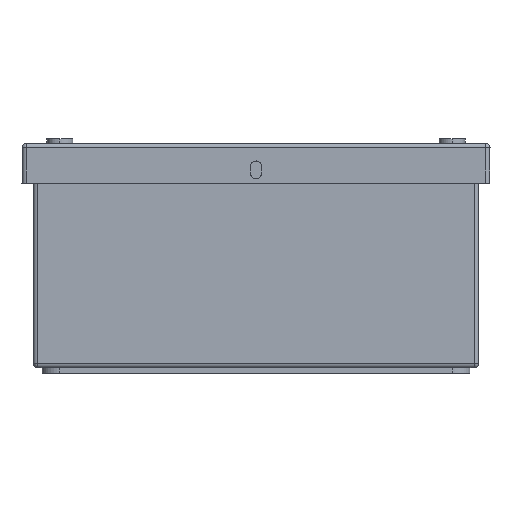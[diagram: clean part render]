
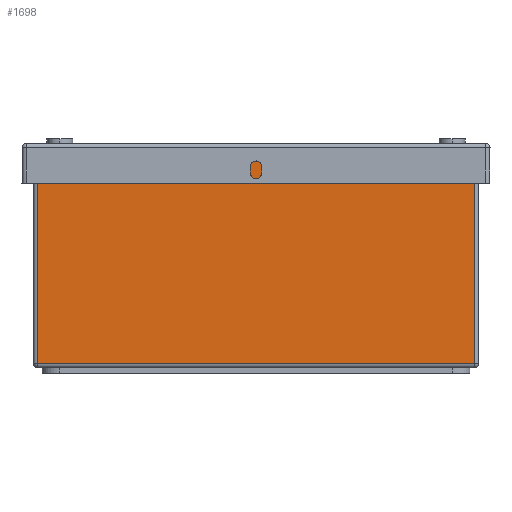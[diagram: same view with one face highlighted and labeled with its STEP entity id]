
A CAD part, left-side view. The second image highlights one B-rep face of the part: STEP entity #1698.
In plain terms, the highlighted planar face has unit normal (-1, 0, 0).
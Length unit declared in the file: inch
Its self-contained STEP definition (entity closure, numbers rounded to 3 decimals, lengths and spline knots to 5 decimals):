
#525 = VERTEX_POINT ( 'NONE', #8936 ) ;
#786 = LINE ( 'NONE', #7402, #9524 ) ;
#1196 = DIRECTION ( 'NONE',  ( 0., 1., 0. ) ) ;
#1412 = EDGE_LOOP ( 'NONE', ( #14145, #14087, #6745, #3421 ) ) ;
#1644 = FACE_OUTER_BOUND ( 'NONE', #1412, .T. ) ;
#1698 = ADVANCED_FACE ( 'NONE', ( #1644 ), #13030, .F. ) ;
#1800 = DIRECTION ( 'NONE',  ( 0., 1., 0. ) ) ;
#1825 = DIRECTION ( 'NONE',  ( 0., 0., -1. ) ) ;
#3421 = ORIENTED_EDGE ( 'NONE', *, *, #12293, .T. ) ;
#3858 = AXIS2_PLACEMENT_3D ( 'NONE', #7376, #9761, #1800 ) ;
#4205 = VERTEX_POINT ( 'NONE', #6849 ) ;
#4233 = EDGE_CURVE ( 'NONE', #525, #7832, #10134, .T. ) ;
#6745 = ORIENTED_EDGE ( 'NONE', *, *, #4233, .T. ) ;
#6785 = VECTOR ( 'NONE', #10268, 39.37008 ) ;
#6849 = CARTESIAN_POINT ( 'NONE',  ( 0., 0.06, 2.94 ) ) ;
#6857 = LINE ( 'NONE', #10281, #12389 ) ;
#7103 = EDGE_CURVE ( 'NONE', #4205, #525, #6857, .T. ) ;
#7376 = CARTESIAN_POINT ( 'NONE',  ( 0., 6.19, 3. ) ) ;
#7402 = CARTESIAN_POINT ( 'NONE',  ( 0., 0.06, 3. ) ) ;
#7665 = EDGE_CURVE ( 'NONE', #4205, #9093, #786, .T. ) ;
#7832 = VERTEX_POINT ( 'NONE', #13179 ) ;
#8936 = CARTESIAN_POINT ( 'NONE',  ( 0., 6.19, 2.94 ) ) ;
#9093 = VERTEX_POINT ( 'NONE', #12828 ) ;
#9165 = CARTESIAN_POINT ( 'NONE',  ( 0., 6.19, 0.06 ) ) ;
#9171 = DIRECTION ( 'NONE',  ( 0., 0., -1. ) ) ;
#9524 = VECTOR ( 'NONE', #1825, 39.37008 ) ;
#9761 = DIRECTION ( 'NONE',  ( 1., 0., 0. ) ) ;
#10134 = LINE ( 'NONE', #13759, #11562 ) ;
#10268 = DIRECTION ( 'NONE',  ( 0., -1., 0. ) ) ;
#10281 = CARTESIAN_POINT ( 'NONE',  ( 0., 6.19, 2.94 ) ) ;
#11562 = VECTOR ( 'NONE', #9171, 39.37008 ) ;
#12293 = EDGE_CURVE ( 'NONE', #7832, #9093, #13394, .T. ) ;
#12389 = VECTOR ( 'NONE', #1196, 39.37008 ) ;
#12828 = CARTESIAN_POINT ( 'NONE',  ( 0., 0.06, 0.06 ) ) ;
#13030 = PLANE ( 'NONE',  #3858 ) ;
#13179 = CARTESIAN_POINT ( 'NONE',  ( 0., 6.19, 0.06 ) ) ;
#13394 = LINE ( 'NONE', #9165, #6785 ) ;
#13759 = CARTESIAN_POINT ( 'NONE',  ( 0., 6.19, 3. ) ) ;
#14087 = ORIENTED_EDGE ( 'NONE', *, *, #7103, .T. ) ;
#14145 = ORIENTED_EDGE ( 'NONE', *, *, #7665, .F. ) ;
